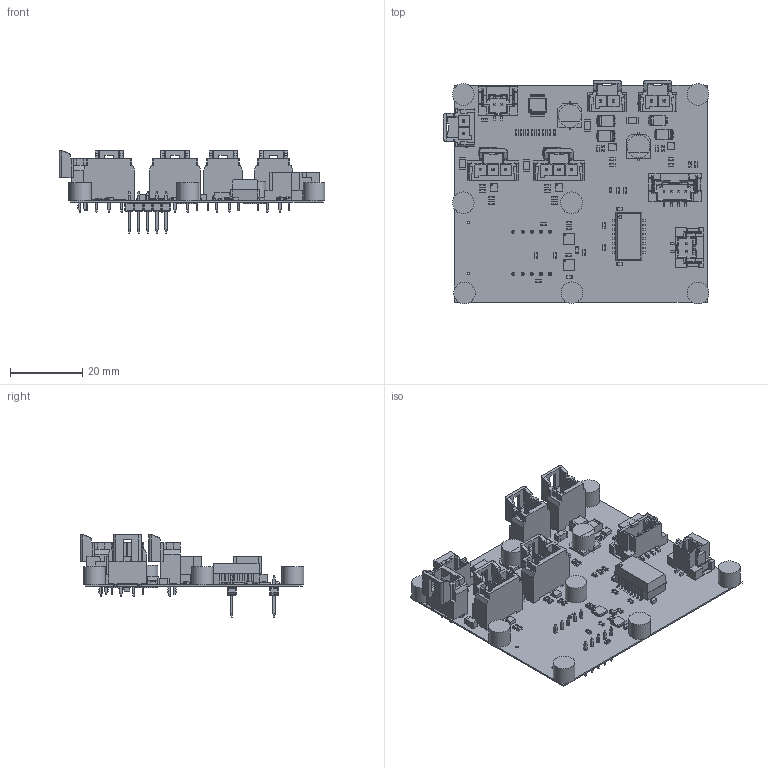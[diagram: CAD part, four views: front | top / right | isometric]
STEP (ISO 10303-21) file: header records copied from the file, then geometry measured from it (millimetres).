
FILE_DESCRIPTION(('Open CASCADE Model'),'2;1');
FILE_NAME('Open CASCADE Shape Model','2018-05-21T00:45:09',('Author'),( 'Open CASCADE'),'Open CASCADE STEP processor 6.8','Open CASCADE 6.8' ,'Unknown');
FILE_SCHEMA(('AUTOMOTIVE_DESIGN { 1 0 10303 214 1 1 1 1 }'));
Length unit declared in the file: millimetre
Products named in the file (201): PCB; Board; R13; 6541651648; Mid_Body; Terminal; Open_CASCADE_STEP_translator_6.8_1.2.1; Mark; R15; 6541648384; R14; C7; 6541649920; base; Open_CASCADE_STEP_translator_6.8_27.1.1; cylinder; Open_CASCADE_STEP_translator_6.8_27.2.1; Open_CASCADE_STEP_translator_6.8_27.2.2; mark; Open_CASCADE_STEP_translator_6.8_27.3.1; lead; C5; D7; Diode_SMA; D6; C10; 6037635328; Extruded; 6037635520; C9; P4; 1722871102_RGB4210752; Open CASCADE STEP translator 6.8 3.11.1.1; Open CASCADE STEP translator 6.8 3.11.1.2; R2; 6541652416; R1; P11; 022284050; Open CASCADE STEP translator 6.8 3.14.1.1 ...
Assembly tree (333 placements, depth 5):
  PCB
    Board
    R13
      6541651648
        Mid_Body
        Terminal  x2
          Open_CASCADE_STEP_translator_6.8_1.2.1
        Mark
    R15
      6541648384
        Mid_Body
        Terminal  x2
          Open_CASCADE_STEP_translator_6.8_1.2.1
        Mark
    R14
      6541648384
        Mid_Body
        Terminal  x2
          Open_CASCADE_STEP_translator_6.8_1.2.1
        Mark
    C7
      6541649920
        base
          Open_CASCADE_STEP_translator_6.8_27.1.1
        cylinder
          Open_CASCADE_STEP_translator_6.8_27.2.1
          Open_CASCADE_STEP_translator_6.8_27.2.2
        mark
          Open_CASCADE_STEP_translator_6.8_27.3.1
        lead  x2
    C5
      6541649920
        base
          Open_CASCADE_STEP_translator_6.8_27.1.1
        cylinder
          Open_CASCADE_STEP_translator_6.8_27.2.1
          Open_CASCADE_STEP_translator_6.8_27.2.2
        mark
          Open_CASCADE_STEP_translator_6.8_27.3.1
        lead  x2
    D7
      Diode_SMA
    D6
      Diode_SMA
    C10
      6037635328  x2
        Extruded
      6037635520
        Extruded
    C9
      6037635328  x2
        Extruded
      6037635520
        Extruded
    P4
      1722871102_RGB4210752
        Open CASCADE STEP translator 6.8 3.11.1.1
        Open CASCADE STEP translator 6.8 3.11.1.2
    R2
      6541652416
Bounding box: 73.59 x 61.93 x 22.76 mm (x, y, z)
Volume: 7670.1 mm3; surface area: 20270.2 mm2
Topology: 327 solids, 337 shells, 6551 faces, 15531 edges, 9790 vertices
Faces by surface type: plane 5029, bspline 780, cylinder 676, sphere 60, cone 6
Full cylindrical faces by diameter (mm): 0.263 x4, 0.388 x2, 0.487 x1, 0.7 x2, 0.85 x10, 0.9 x1, 1.02 x12, 2.3 x10, 2.7 x7, 5.513 x2, 6 x7, 6.3 x6
Entity records: 80321 total; most frequent: CARTESIAN_POINT 14886, ORIENTED_EDGE 11427, DIRECTION 11049, EDGE_CURVE 5718, LINE 4705, VECTOR 4705, VERTEX_POINT 3625, AXIS2_PLACEMENT_3D 3172
